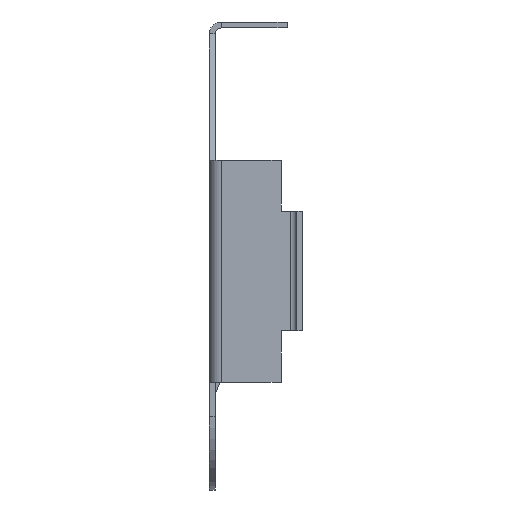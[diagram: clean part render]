
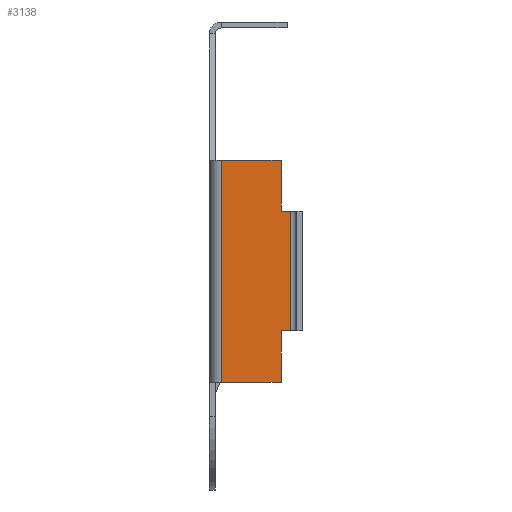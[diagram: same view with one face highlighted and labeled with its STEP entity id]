
A CAD part, left-side view. The second image highlights one B-rep face of the part: STEP entity #3138.
In plain terms, the highlighted planar face has unit normal (-1, 0, 0).
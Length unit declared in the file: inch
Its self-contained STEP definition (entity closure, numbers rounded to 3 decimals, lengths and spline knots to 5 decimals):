
#95 = DIRECTION ( 'NONE',  ( 0., -1., 0. ) ) ;
#101 = EDGE_LOOP ( 'NONE', ( #3743, #870, #568, #916, #110, #3365, #2902, #269 ) ) ;
#103 = VECTOR ( 'NONE', #1634, 39.37008 ) ;
#110 = ORIENTED_EDGE ( 'NONE', *, *, #2183, .T. ) ;
#132 = DIRECTION ( 'NONE',  ( -1., 0., 0. ) ) ;
#169 = LINE ( 'NONE', #3034, #3377 ) ;
#239 = CARTESIAN_POINT ( 'NONE',  ( -0.4155, -0.01, -0.211 ) ) ;
#244 = DIRECTION ( 'NONE',  ( 0., 1., 0. ) ) ;
#269 = ORIENTED_EDGE ( 'NONE', *, *, #1782, .T. ) ;
#498 = CARTESIAN_POINT ( 'NONE',  ( -0.4155, -0.11, -0.496 ) ) ;
#509 = CARTESIAN_POINT ( 'NONE',  ( -0.4155, -0.01, -0.582 ) ) ;
#521 = VECTOR ( 'NONE', #95, 39.37008 ) ;
#522 = EDGE_CURVE ( 'NONE', #3598, #1759, #1411, .T. ) ;
#568 = ORIENTED_EDGE ( 'NONE', *, *, #3232, .T. ) ;
#581 = CARTESIAN_POINT ( 'NONE',  ( -0.4155, -0.11, -0.582 ) ) ;
#599 = LINE ( 'NONE', #3094, #103 ) ;
#743 = DIRECTION ( 'NONE',  ( 0., 1., 0. ) ) ;
#791 = CARTESIAN_POINT ( 'NONE',  ( -0.4155, -0.11, -0.211 ) ) ;
#870 = ORIENTED_EDGE ( 'NONE', *, *, #1397, .F. ) ;
#916 = ORIENTED_EDGE ( 'NONE', *, *, #522, .T. ) ;
#947 = VECTOR ( 'NONE', #3722, 39.37008 ) ;
#981 = VERTEX_POINT ( 'NONE', #509 ) ;
#1000 = VERTEX_POINT ( 'NONE', #239 ) ;
#1031 = CARTESIAN_POINT ( 'NONE',  ( -0.4155, -0.11, -0.296 ) ) ;
#1094 = VERTEX_POINT ( 'NONE', #581 ) ;
#1133 = LINE ( 'NONE', #1031, #3497 ) ;
#1216 = FACE_OUTER_BOUND ( 'NONE', #101, .T. ) ;
#1273 = PLANE ( 'NONE',  #2862 ) ;
#1397 = EDGE_CURVE ( 'NONE', #2584, #2984, #2222, .T. ) ;
#1411 = LINE ( 'NONE', #3607, #3787 ) ;
#1466 = LINE ( 'NONE', #1651, #947 ) ;
#1577 = CARTESIAN_POINT ( 'NONE',  ( -0.4155, -0.11, -0.211 ) ) ;
#1620 = CARTESIAN_POINT ( 'NONE',  ( -0.4155, -0.11, -0.211 ) ) ;
#1624 = VECTOR ( 'NONE', #244, 39.37008 ) ;
#1627 = CARTESIAN_POINT ( 'NONE',  ( -0.4155, -0.126, -0.296 ) ) ;
#1634 = DIRECTION ( 'NONE',  ( 0., -1., 0. ) ) ;
#1651 = CARTESIAN_POINT ( 'NONE',  ( -0.4155, -0.11, -0.211 ) ) ;
#1759 = VERTEX_POINT ( 'NONE', #1620 ) ;
#1762 = EDGE_CURVE ( 'NONE', #3309, #2984, #599, .T. ) ;
#1782 = EDGE_CURVE ( 'NONE', #1094, #3309, #1466, .T. ) ;
#1953 = CARTESIAN_POINT ( 'NONE',  ( -0.4155, -0.126, -0.296 ) ) ;
#2034 = LINE ( 'NONE', #2431, #521 ) ;
#2066 = DIRECTION ( 'NONE',  ( 0., 0., 1. ) ) ;
#2180 = DIRECTION ( 'NONE',  ( 0., 1., 0. ) ) ;
#2183 = EDGE_CURVE ( 'NONE', #1759, #1000, #2360, .T. ) ;
#2222 = LINE ( 'NONE', #1953, #2401 ) ;
#2336 = CARTESIAN_POINT ( 'NONE',  ( -0.4155, -0.126, -0.496 ) ) ;
#2360 = LINE ( 'NONE', #791, #1624 ) ;
#2401 = VECTOR ( 'NONE', #2532, 39.37008 ) ;
#2431 = CARTESIAN_POINT ( 'NONE',  ( -0.4155, -0.11, -0.582 ) ) ;
#2469 = EDGE_CURVE ( 'NONE', #1000, #981, #169, .T. ) ;
#2532 = DIRECTION ( 'NONE',  ( 0., 0., -1. ) ) ;
#2562 = CARTESIAN_POINT ( 'NONE',  ( -0.4155, -0.11, -0.296 ) ) ;
#2584 = VERTEX_POINT ( 'NONE', #1627 ) ;
#2862 = AXIS2_PLACEMENT_3D ( 'NONE', #1577, #132, #2180 ) ;
#2902 = ORIENTED_EDGE ( 'NONE', *, *, #3044, .T. ) ;
#2984 = VERTEX_POINT ( 'NONE', #2336 ) ;
#3034 = CARTESIAN_POINT ( 'NONE',  ( -0.4155, -0.01, -0.211 ) ) ;
#3044 = EDGE_CURVE ( 'NONE', #981, #1094, #2034, .T. ) ;
#3094 = CARTESIAN_POINT ( 'NONE',  ( -0.4155, -0.11, -0.496 ) ) ;
#3138 = ADVANCED_FACE ( 'NONE', ( #1216 ), #1273, .T. ) ;
#3232 = EDGE_CURVE ( 'NONE', #2584, #3598, #1133, .T. ) ;
#3309 = VERTEX_POINT ( 'NONE', #498 ) ;
#3331 = DIRECTION ( 'NONE',  ( 0., 0., -1. ) ) ;
#3365 = ORIENTED_EDGE ( 'NONE', *, *, #2469, .T. ) ;
#3377 = VECTOR ( 'NONE', #3331, 39.37008 ) ;
#3497 = VECTOR ( 'NONE', #743, 39.37008 ) ;
#3598 = VERTEX_POINT ( 'NONE', #2562 ) ;
#3607 = CARTESIAN_POINT ( 'NONE',  ( -0.4155, -0.11, -0.211 ) ) ;
#3722 = DIRECTION ( 'NONE',  ( 0., 0., 1. ) ) ;
#3743 = ORIENTED_EDGE ( 'NONE', *, *, #1762, .T. ) ;
#3787 = VECTOR ( 'NONE', #2066, 39.37008 ) ;
